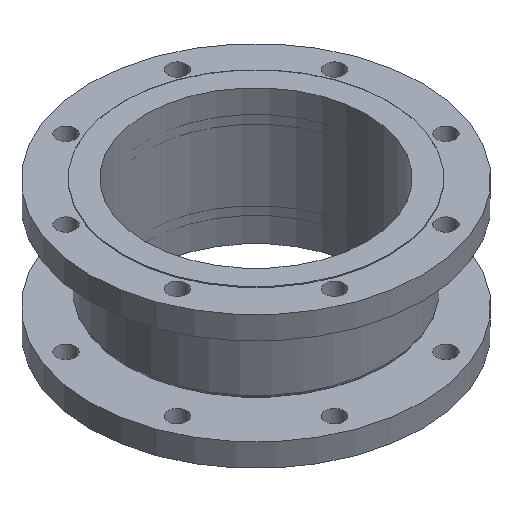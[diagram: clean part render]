
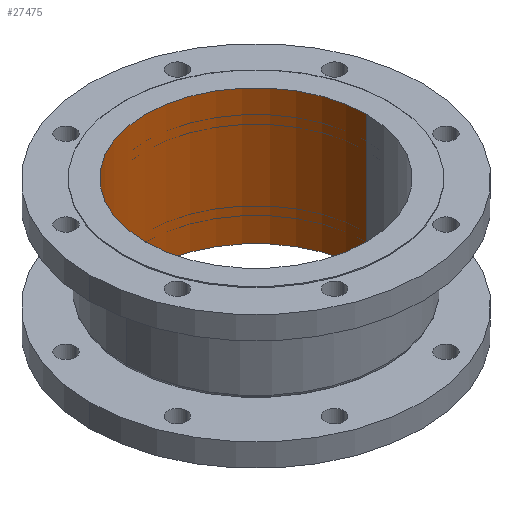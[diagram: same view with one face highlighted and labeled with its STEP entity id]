
A CAD part, isometric view. The second image highlights one B-rep face of the part: STEP entity #27475.
In plain terms, the highlighted cylindrical face has radius 106.5 mm (diameter 213 mm), a partial arc.
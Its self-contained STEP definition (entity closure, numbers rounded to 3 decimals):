
#349 = DIRECTION ( 'NONE',  ( 0., 0., 1. ) ) ;
#661 = LINE ( 'NONE', #19371, #15634 ) ;
#1095 = AXIS2_PLACEMENT_3D ( 'NONE', #19433, #26605, #23835 ) ;
#3005 = ORIENTED_EDGE ( 'NONE', *, *, #27131, .T. ) ;
#4020 = CARTESIAN_POINT ( 'NONE',  ( 106.5, 0., -130. ) ) ;
#5677 = DIRECTION ( 'NONE',  ( 1., 0., 0. ) ) ;
#7988 = ORIENTED_EDGE ( 'NONE', *, *, #19042, .F. ) ;
#8451 = FACE_OUTER_BOUND ( 'NONE', #28884, .T. ) ;
#8869 = VERTEX_POINT ( 'NONE', #29432 ) ;
#10019 = CARTESIAN_POINT ( 'NONE',  ( 0., 0., -130. ) ) ;
#10167 = DIRECTION ( 'NONE',  ( 1., 0., 0. ) ) ;
#11956 = EDGE_CURVE ( 'NONE', #8869, #20237, #20190, .T. ) ;
#12732 = CARTESIAN_POINT ( 'NONE',  ( 0., 0., 0. ) ) ;
#13152 = ORIENTED_EDGE ( 'NONE', *, *, #11956, .T. ) ;
#14357 = CARTESIAN_POINT ( 'NONE',  ( -106.5, 0., 0. ) ) ;
#15634 = VECTOR ( 'NONE', #349, 1000. ) ;
#19042 = EDGE_CURVE ( 'NONE', #21859, #20237, #25673, .T. ) ;
#19357 = DIRECTION ( 'NONE',  ( 0., 0., 1. ) ) ;
#19371 = CARTESIAN_POINT ( 'NONE',  ( 106.5, 0., 0. ) ) ;
#19433 = CARTESIAN_POINT ( 'NONE',  ( 0., 0., 0. ) ) ;
#19789 = DIRECTION ( 'NONE',  ( 0., 0., 1. ) ) ;
#19982 = CIRCLE ( 'NONE', #23852, 106.5 ) ;
#20190 = CIRCLE ( 'NONE', #1095, 106.5 ) ;
#20237 = VERTEX_POINT ( 'NONE', #29964 ) ;
#20876 = VERTEX_POINT ( 'NONE', #4020 ) ;
#21859 = VERTEX_POINT ( 'NONE', #26364 ) ;
#22005 = AXIS2_PLACEMENT_3D ( 'NONE', #12732, #19789, #5677 ) ;
#23157 = EDGE_CURVE ( 'NONE', #20876, #21859, #19982, .T. ) ;
#23231 = DIRECTION ( 'NONE',  ( 0., 0., 1. ) ) ;
#23835 = DIRECTION ( 'NONE',  ( 1., 0., 0. ) ) ;
#23852 = AXIS2_PLACEMENT_3D ( 'NONE', #10019, #19357, #10167 ) ;
#25673 = LINE ( 'NONE', #14357, #28125 ) ;
#26364 = CARTESIAN_POINT ( 'NONE',  ( -106.5, 0., -130. ) ) ;
#26605 = DIRECTION ( 'NONE',  ( 0., 0., 1. ) ) ;
#27131 = EDGE_CURVE ( 'NONE', #20876, #8869, #661, .T. ) ;
#27475 = ADVANCED_FACE ( 'NONE', ( #8451 ), #28799, .F. ) ;
#28125 = VECTOR ( 'NONE', #23231, 1000. ) ;
#28130 = ORIENTED_EDGE ( 'NONE', *, *, #23157, .F. ) ;
#28799 = CYLINDRICAL_SURFACE ( 'NONE', #22005, 106.5 ) ;
#28884 = EDGE_LOOP ( 'NONE', ( #7988, #28130, #3005, #13152 ) ) ;
#29432 = CARTESIAN_POINT ( 'NONE',  ( 106.5, 0., 0. ) ) ;
#29964 = CARTESIAN_POINT ( 'NONE',  ( -106.5, 0., 0. ) ) ;
